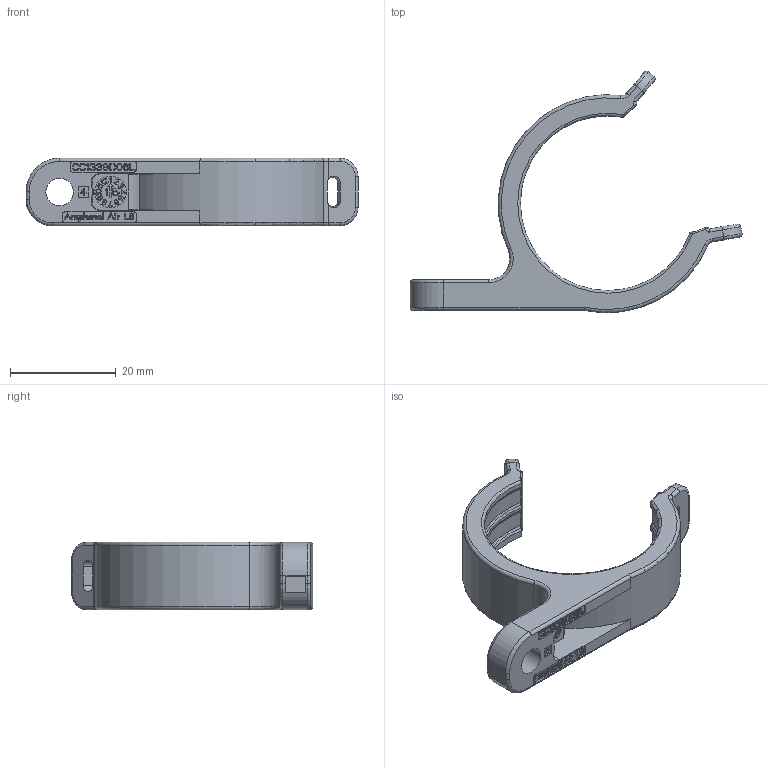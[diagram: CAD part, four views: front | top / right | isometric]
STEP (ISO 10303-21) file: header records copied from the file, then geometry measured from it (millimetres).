
FILE_DESCRIPTION((''),'2;1');
FILE_NAME('CC1339D06L','2020-07-02T',('presta_be4'),(''),'CREO PARAMETRIC BY PTC INC, 2018360','CREO PARAMETRIC BY PTC INC, 2018360','');
FILE_SCHEMA(('CONFIG_CONTROL_DESIGN'));
Length unit declared in the file: millimetre
Products named in the file (1): CC1339D06L
Bounding box: 62.7 x 45.63 x 12.8 mm (x, y, z)
Volume: 5954.9 mm3; surface area: 4470.8 mm2
Topology: 1 solids, 1 shells, 1398 faces, 3924 edges, 2592 vertices
Faces by surface type: plane 1071, extrusion 204, cylinder 65, torus 31, bspline 22, cone 5
Entity records: 49622 total; most frequent: CARTESIAN_POINT 14405, ORIENTED_EDGE 7848, DIRECTION 6149, EDGE_CURVE 3924, VECTOR 3487, LINE 3283, VERTEX_POINT 2592, EDGE_LOOP 1468
